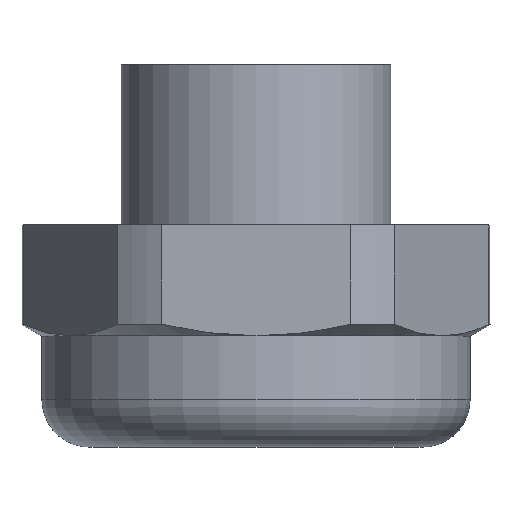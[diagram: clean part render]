
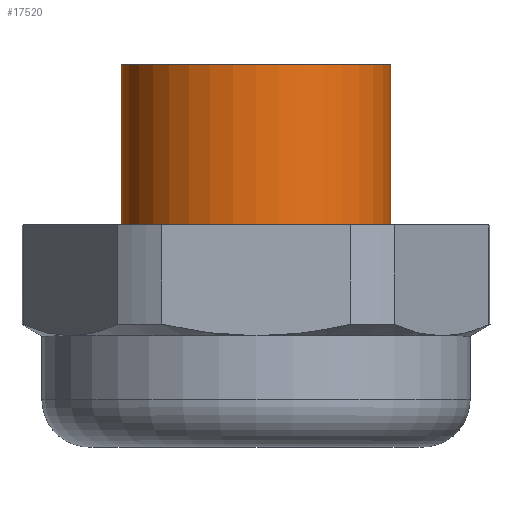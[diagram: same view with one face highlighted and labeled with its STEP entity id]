
A CAD part, top view. The second image highlights one B-rep face of the part: STEP entity #17520.
In plain terms, the highlighted cylindrical face has radius 8.5 mm (diameter 17 mm), a partial arc.
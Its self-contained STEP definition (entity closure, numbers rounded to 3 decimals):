
#14920=CARTESIAN_POINT('',(0.,0.,24.1));
#14930=DIRECTION('',(0.,0.,1.));
#14940=DIRECTION('',(1.,0.,0.));
#14950=AXIS2_PLACEMENT_3D('',#14920,#14930,#14940);
#14960=CIRCLE('',#14950,8.5);
#14970=CARTESIAN_POINT('',(-8.5,0.,24.1));
#14980=VERTEX_POINT('',#14970);
#14990=CARTESIAN_POINT('',(8.5,0.,24.1));
#15000=VERTEX_POINT('',#14990);
#15010=EDGE_CURVE('',#14980,#15000,#14960,.T.);
#15820=CARTESIAN_POINT('',(8.5,0.,16.1));
#15830=DIRECTION('',(0.,0.,1.));
#15840=VECTOR('',#15830,1.);
#15850=LINE('',#15820,#15840);
#15860=CARTESIAN_POINT('',(8.5,0.,8.1));
#15870=VERTEX_POINT('',#15860);
#15880=EDGE_CURVE('',#15870,#15000,#15850,.T.);
#15920=CARTESIAN_POINT('',(-8.5,0.,16.1));
#15930=DIRECTION('',(0.,0.,1.));
#15940=VECTOR('',#15930,1.);
#15950=LINE('',#15920,#15940);
#15960=CARTESIAN_POINT('',(-8.5,0.,8.1));
#15970=VERTEX_POINT('',#15960);
#15980=EDGE_CURVE('',#15970,#14980,#15950,.T.);
#16000=CARTESIAN_POINT('',(0.,0.,8.1));
#16010=DIRECTION('',(0.,0.,1.));
#16020=DIRECTION('',(1.,0.,0.));
#16030=AXIS2_PLACEMENT_3D('',#16000,#16010,#16020);
#16040=CIRCLE('',#16030,8.5);
#16270=EDGE_CURVE('',#15970,#15870,#16040,.T.);
#17410=CARTESIAN_POINT('',(0.,0.,16.1));
#17420=DIRECTION('',(0.,0.,1.));
#17430=DIRECTION('',(1.,0.,0.));
#17440=AXIS2_PLACEMENT_3D('',#17410,#17420,#17430);
#17450=CYLINDRICAL_SURFACE('',#17440,8.5);
#17460=ORIENTED_EDGE('',*,*,#16270,.T.);
#17470=ORIENTED_EDGE('',*,*,#15980,.F.);
#17480=ORIENTED_EDGE('',*,*,#15010,.F.);
#17490=ORIENTED_EDGE('',*,*,#15880,.T.);
#17500=EDGE_LOOP('',(#17490,#17480,#17470,#17460));
#17510=FACE_OUTER_BOUND('',#17500,.T.);
#17520=ADVANCED_FACE('',(#17510),#17450,.T.);
